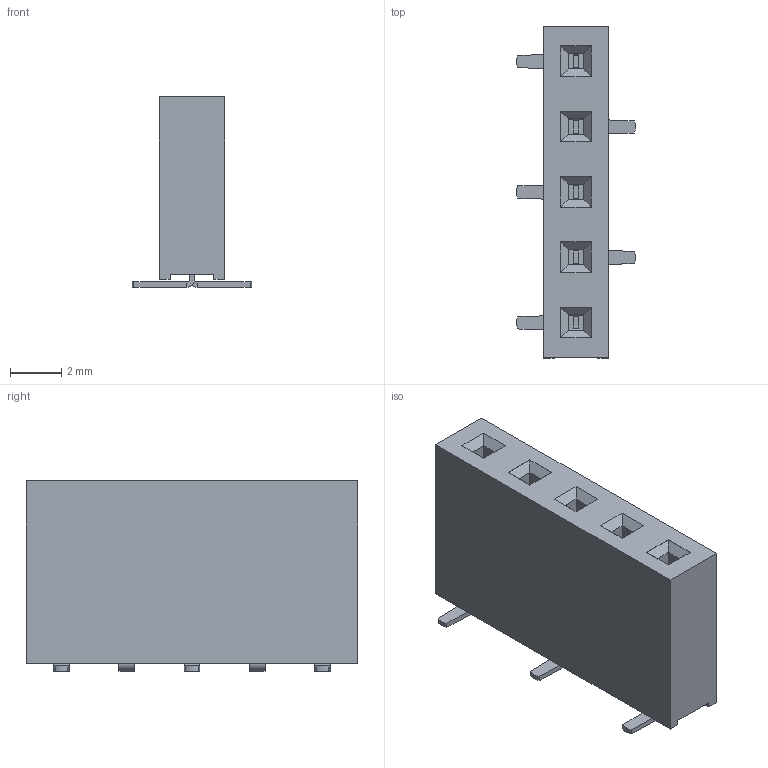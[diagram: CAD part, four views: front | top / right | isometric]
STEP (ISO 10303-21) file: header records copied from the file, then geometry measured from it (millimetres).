
FILE_DESCRIPTION(/* description */ ('model of PinSocket_1x05_P2.54mm_Vertical_SMD_Pin1Left'),/* implementation_level */ '2;1');
FILE_NAME(/* name */ 'PinSocket_1x05_P2.54mm_Vertical_SMD_Pin1Left.step',/* time_stamp */ '2017-11-27T01:23:27',/* author */ ('Terje Io','https://github.com/terjeio'),/* organization */ ('FreeCAD'),/* preprocessor_version */ 'OCC',/* originating_system */ 'kicad StepUp',/* authorisation */ '');
FILE_SCHEMA(('AUTOMOTIVE_DESIGN_CC2 { 1 2 10303 214 -1 1 5 4 }'));
Length unit declared in the file: millimetre
Products named in the file (1): PinSocket_1x05_P254mm_Vertical_SMD_Pin1Left
Bounding box: 4.64 x 12.9 x 7.4 mm (x, y, z)
Volume: 218.5 mm3; surface area: 387.8 mm2
Topology: 1 solids, 1 shells, 185 faces, 464 edges, 296 vertices
Faces by surface type: plane 170, cylinder 15
Entity records: 3603 total; most frequent: ORIENTED_EDGE 756, EDGE_CURVE 464, CARTESIAN_POINT 432, LINE 412, VERTEX_POINT 296, FACE_BOUND 200, EDGE_LOOP 200, AXIS2_PLACEMENT_3D 185
